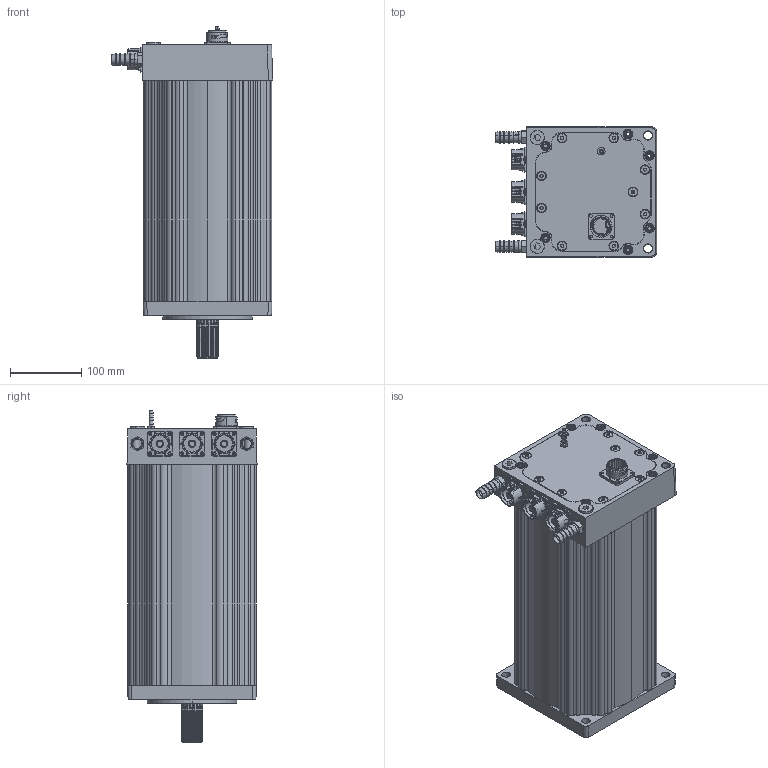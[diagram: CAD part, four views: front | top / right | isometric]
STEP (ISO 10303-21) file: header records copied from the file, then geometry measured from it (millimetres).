
FILE_DESCRIPTION (( 'STEP AP214' ), '1' );
FILE_NAME ('iEV 180- 4U.STEP', '2024-06-07T13:36:42', ( '' ), ( '' ), 'SwSTEP 2.0', 'SolidWorks 2022', '' );
FILE_SCHEMA (( 'AUTOMOTIVE_DESIGN' ));
Length unit declared in the file: metre
Products named in the file (1): iEV 180- 4U
Bounding box: 225.51 x 182.01 x 464.55 mm (x, y, z)
Surface area: 394886.1 mm2 (no closed solid volume)
Topology: 0 solids, 80 shells, 1329 faces, 4207 edges, 2863 vertices
Faces by surface type: plane 537, cylinder 419, cone 248, bspline 89, torus 36
Entity records: 67663 total; most frequent: CARTESIAN_POINT 16875, DIRECTION 7637, ORIENTED_EDGE 6673, EDGE_CURVE 4199, VERTEX_POINT 2863, AXIS2_PLACEMENT_3D 2786, VECTOR 2065, LINE 2065
